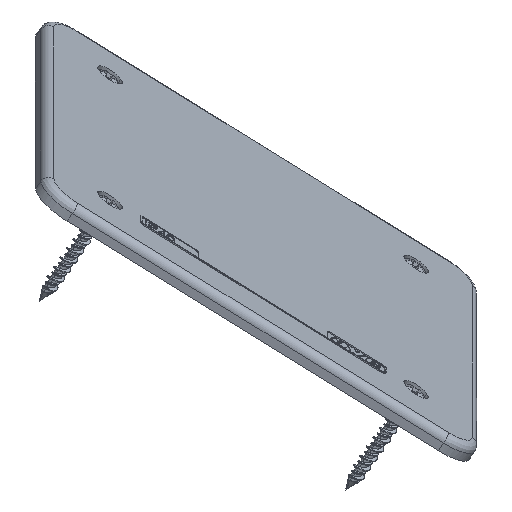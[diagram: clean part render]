
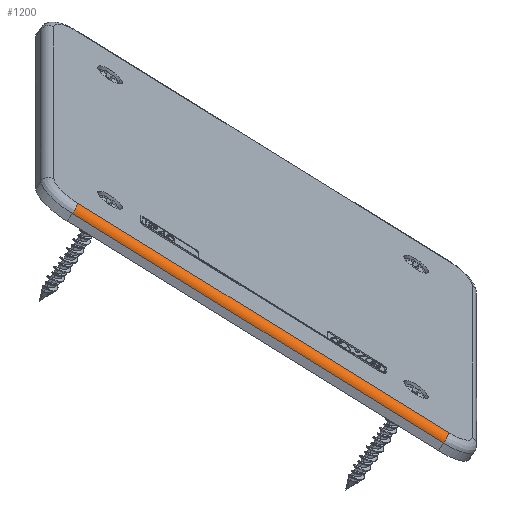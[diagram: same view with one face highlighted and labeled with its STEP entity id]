
A CAD part, front view. The second image highlights one B-rep face of the part: STEP entity #1200.
In plain terms, the highlighted cylindrical face has radius 2 mm (diameter 4 mm), a partial arc.
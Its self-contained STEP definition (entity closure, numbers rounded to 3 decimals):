
#415=CARTESIAN_POINT('Vertex',(46.966,-54.964,2.035)) ;
#464=CARTESIAN_POINT('Vertex',(-46.966,-54.964,2.035)) ;
#467=CARTESIAN_POINT('Line Origine',(0.,-54.964,2.035)) ;
#561=CARTESIAN_POINT('Vertex',(-46.966,-52.965,4.)) ;
#564=CARTESIAN_POINT('Line Origine',(0.,-52.965,4.)) ;
#568=CARTESIAN_POINT('Vertex',(46.966,-52.965,4.)) ;
#1170=CARTESIAN_POINT('Control Point',(-46.966,-54.964,2.035)) ;
#1171=CARTESIAN_POINT('Control Point',(-46.966,-54.954,2.656)) ;
#1172=CARTESIAN_POINT('Control Point',(-46.966,-54.702,3.274)) ;
#1173=CARTESIAN_POINT('Control Point',(-46.966,-54.208,3.759)) ;
#1174=CARTESIAN_POINT('Control Point',(-46.966,-53.586,4.)) ;
#1175=CARTESIAN_POINT('Control Point',(-46.966,-52.965,4.)) ;
#1184=CARTESIAN_POINT('Axis2P3D Location',(0.,-52.965,2.)) ;
#1189=CARTESIAN_POINT('Axis2P3D Location',(46.966,-52.965,2.)) ;
#468=DIRECTION('Vector Direction',(-1.,0.,0.)) ;
#565=DIRECTION('Vector Direction',(-1.,0.,0.)) ;
#1185=DIRECTION('Axis2P3D Direction',(-1.,0.,0.)) ;
#1186=DIRECTION('Axis2P3D XDirection',(0.,-1.,0.017)) ;
#1190=DIRECTION('Axis2P3D Direction',(-1.,0.,0.)) ;
#1187=AXIS2_PLACEMENT_3D('Cylinder Axis2P3D',#1184,#1185,#1186) ;
#1191=AXIS2_PLACEMENT_3D('Circle Axis2P3D',#1189,#1190,$) ;
#1195=ORIENTED_EDGE('',*,*,#1176,.T.) ;
#1196=ORIENTED_EDGE('',*,*,#471,.T.) ;
#1197=ORIENTED_EDGE('',*,*,#1193,.F.) ;
#1198=ORIENTED_EDGE('',*,*,#570,.F.) ;
#469=VECTOR('Line Direction',#468,1.) ;
#566=VECTOR('Line Direction',#565,1.) ;
#1200=ADVANCED_FACE('PartBody',(#1199),#1188,.T.) ;
#1169=B_SPLINE_CURVE_WITH_KNOTS('',5,(#1170,#1171,#1172,#1173,#1174,#1175),.UNSPECIFIED.,.F.,.U.,(6,6),(0.,2.),.UNSPECIFIED.) ;
#1192=CIRCLE('generated circle',#1191,2.) ;
#1188=CYLINDRICAL_SURFACE('generated cylinder',#1187,2.) ;
#471=EDGE_CURVE('',#465,#416,#470,.F.) ;
#570=EDGE_CURVE('',#562,#569,#567,.F.) ;
#1176=EDGE_CURVE('',#562,#465,#1169,.F.) ;
#1193=EDGE_CURVE('',#569,#416,#1192,.F.) ;
#1194=EDGE_LOOP('',(#1195,#1196,#1197,#1198)) ;
#1199=FACE_OUTER_BOUND('',#1194,.T.) ;
#470=LINE('Line',#467,#469) ;
#567=LINE('Line',#564,#566) ;
#416=VERTEX_POINT('',#415) ;
#465=VERTEX_POINT('',#464) ;
#562=VERTEX_POINT('',#561) ;
#569=VERTEX_POINT('',#568) ;
